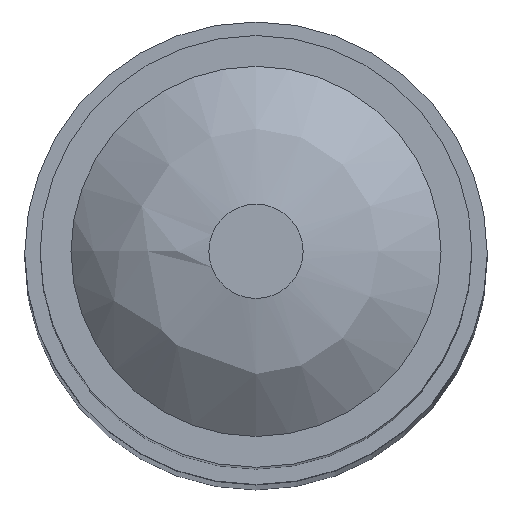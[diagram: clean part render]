
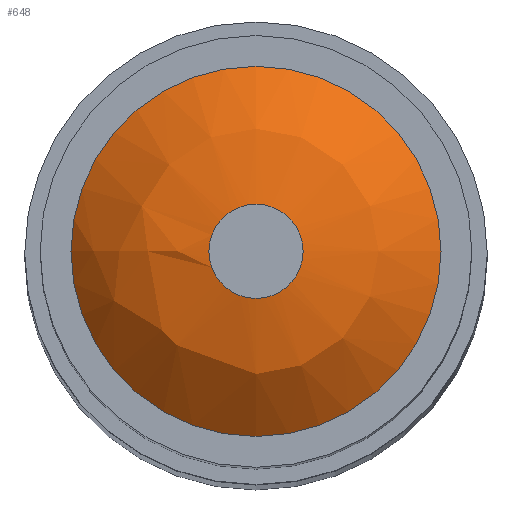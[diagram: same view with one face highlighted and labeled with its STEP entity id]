
A CAD part, top view. The second image highlights one B-rep face of the part: STEP entity #648.
In plain terms, the highlighted free-form (B-spline) face has degree [2, 2] with [3, 9] control points.
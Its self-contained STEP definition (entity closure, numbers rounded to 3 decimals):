
#127=(
BOUNDED_SURFACE()
B_SPLINE_SURFACE(2,2,((#1286,#1287,#1288,#1289,#1290,#1291,#1292,#1293,
#1294),(#1295,#1296,#1297,#1298,#1299,#1300,#1301,#1302,#1303),(#1304,#1305,
#1306,#1307,#1308,#1309,#1310,#1311,#1312)),.UNSPECIFIED.,.F.,.T.,.F.)
B_SPLINE_SURFACE_WITH_KNOTS((3,3),(3,2,2,2,3),(0.73,1.571),
(-3.142,-1.571,0.,1.571,3.142),
 .UNSPECIFIED.)
GEOMETRIC_REPRESENTATION_ITEM()
RATIONAL_B_SPLINE_SURFACE(((1.,0.707,1.,0.707,1.,
0.707,1.,0.707,1.),(0.913,0.645,
0.913,0.645,0.913,0.645,
0.913,0.645,0.913),(1.,0.707,
1.,0.707,1.,0.707,1.,0.707,1.)))
REPRESENTATION_ITEM('')
SURFACE()
);
#184=FACE_OUTER_BOUND('',#242,.T.);
#242=EDGE_LOOP('',(#565,#566,#567,#568));
#290=CIRCLE('',#776,1.528);
#291=CIRCLE('',#777,6.);
#292=CIRCLE('',#778,6.);
#343=VERTEX_POINT('',#1313);
#344=VERTEX_POINT('',#1315);
#418=EDGE_CURVE('',#343,#343,#290,.T.);
#419=EDGE_CURVE('',#343,#344,#291,.T.);
#420=EDGE_CURVE('',#344,#344,#292,.T.);
#565=ORIENTED_EDGE('',*,*,#418,.T.);
#566=ORIENTED_EDGE('',*,*,#419,.T.);
#567=ORIENTED_EDGE('',*,*,#420,.F.);
#568=ORIENTED_EDGE('',*,*,#419,.F.);
#648=ADVANCED_FACE('',(#184),#127,.T.);
#776=AXIS2_PLACEMENT_3D('',#1314,#987,#988);
#777=AXIS2_PLACEMENT_3D('',#1316,#989,#990);
#778=AXIS2_PLACEMENT_3D('',#1317,#991,#992);
#987=DIRECTION('center_axis',(0.,0.,-1.));
#988=DIRECTION('ref_axis',(1.,0.,0.));
#989=DIRECTION('center_axis',(0.,-1.,0.));
#990=DIRECTION('ref_axis',(-1.,0.,0.));
#991=DIRECTION('center_axis',(0.,0.,-1.));
#992=DIRECTION('ref_axis',(-1.,0.,0.));
#1286=CARTESIAN_POINT('Ctrl Pts',(-6.,0.,43.));
#1287=CARTESIAN_POINT('Ctrl Pts',(-6.,6.,43.));
#1288=CARTESIAN_POINT('Ctrl Pts',(0.,6.,43.));
#1289=CARTESIAN_POINT('Ctrl Pts',(6.,6.,43.));
#1290=CARTESIAN_POINT('Ctrl Pts',(6.,0.,43.));
#1291=CARTESIAN_POINT('Ctrl Pts',(6.,-6.,43.));
#1292=CARTESIAN_POINT('Ctrl Pts',(0.,-6.,43.));
#1293=CARTESIAN_POINT('Ctrl Pts',(-6.,-6.,43.));
#1294=CARTESIAN_POINT('Ctrl Pts',(-6.,0.,43.));
#1295=CARTESIAN_POINT('Ctrl Pts',(-4.211,0.,45.));
#1296=CARTESIAN_POINT('Ctrl Pts',(-4.211,4.211,45.));
#1297=CARTESIAN_POINT('Ctrl Pts',(0.,4.211,45.));
#1298=CARTESIAN_POINT('Ctrl Pts',(4.211,4.211,45.));
#1299=CARTESIAN_POINT('Ctrl Pts',(4.211,0.,45.));
#1300=CARTESIAN_POINT('Ctrl Pts',(4.211,-4.211,45.));
#1301=CARTESIAN_POINT('Ctrl Pts',(0.,-4.211,45.));
#1302=CARTESIAN_POINT('Ctrl Pts',(-4.211,-4.211,45.));
#1303=CARTESIAN_POINT('Ctrl Pts',(-4.211,0.,45.));
#1304=CARTESIAN_POINT('Ctrl Pts',(-1.528,0.,45.));
#1305=CARTESIAN_POINT('Ctrl Pts',(-1.528,1.528,45.));
#1306=CARTESIAN_POINT('Ctrl Pts',(0.,1.528,45.));
#1307=CARTESIAN_POINT('Ctrl Pts',(1.528,1.528,45.));
#1308=CARTESIAN_POINT('Ctrl Pts',(1.528,0.,45.));
#1309=CARTESIAN_POINT('Ctrl Pts',(1.528,-1.528,45.));
#1310=CARTESIAN_POINT('Ctrl Pts',(0.,-1.528,45.));
#1311=CARTESIAN_POINT('Ctrl Pts',(-1.528,-1.528,45.));
#1312=CARTESIAN_POINT('Ctrl Pts',(-1.528,0.,45.));
#1313=CARTESIAN_POINT('',(-1.528,0.,45.));
#1314=CARTESIAN_POINT('Origin',(0.,0.,45.));
#1315=CARTESIAN_POINT('',(-6.,0.,43.));
#1316=CARTESIAN_POINT('Origin',(-1.528,0.,
39.));
#1317=CARTESIAN_POINT('Origin',(0.,0.,43.));
